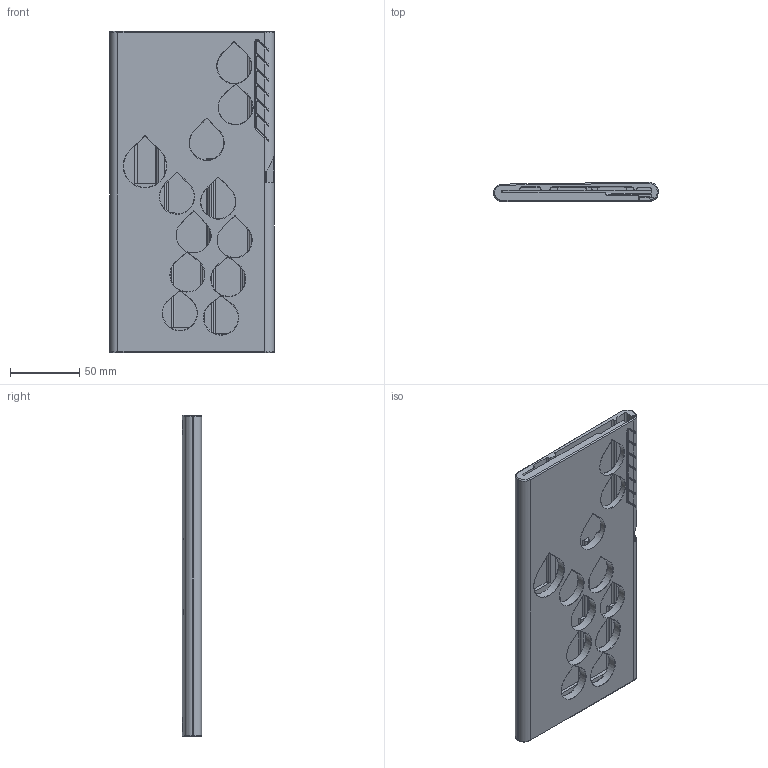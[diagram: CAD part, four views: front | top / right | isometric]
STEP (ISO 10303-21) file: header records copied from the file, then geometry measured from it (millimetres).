
FILE_DESCRIPTION(/* description */ (''),/* implementation_level */ '2;1');
FILE_NAME(/* name */ 'RainDrop v172.step',/* time_stamp */ '2024-01-19T14:35:24-08:00',/* author */ (''),/* organization */ (''),/* preprocessor_version */ 'ST-DEVELOPER v20',/* originating_system */ 'Autodesk Translation Framework v12.14.0.127',/* authorisation */ '');
FILE_SCHEMA (('AUTOMOTIVE_DESIGN { 1 0 10303 214 3 1 1 }'));
Length unit declared in the file: millimetre
Products named in the file (1): RainDrop
Bounding box: 119 x 13.86 x 232 mm (x, y, z)
Volume: 228576.3 mm3; surface area: 106536.7 mm2
Topology: 1 solids, 1 shells, 714 faces, 1891 edges, 1191 vertices
Faces by surface type: bspline 281, cylinder 199, plane 138, torus 92, cone 4
Entity records: 28309 total; most frequent: CARTESIAN_POINT 12359, ORIENTED_EDGE 3778, DIRECTION 2596, EDGE_CURVE 1889, VERTEX_POINT 1191, AXIS2_PLACEMENT_3D 938, EDGE_LOOP 756, LINE 720
